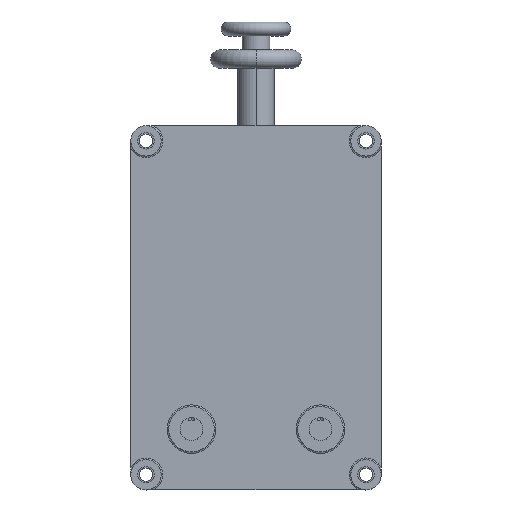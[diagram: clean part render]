
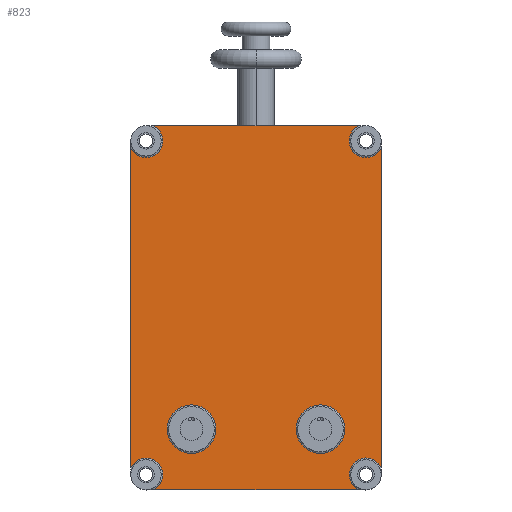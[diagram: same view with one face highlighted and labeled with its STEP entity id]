
A CAD part, top view. The second image highlights one B-rep face of the part: STEP entity #823.
In plain terms, the highlighted planar face has unit normal (0, 0, 1).
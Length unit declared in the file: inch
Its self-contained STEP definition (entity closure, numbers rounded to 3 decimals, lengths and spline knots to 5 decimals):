
#8 = VERTEX_POINT ( 'NONE', #263 ) ;
#17 = CARTESIAN_POINT ( 'NONE',  ( -4.125, 5.27087, 1.4 ) ) ;
#21 = VERTEX_POINT ( 'NONE', #266 ) ;
#22 = VERTEX_POINT ( 'NONE', #91 ) ;
#24 = CARTESIAN_POINT ( 'NONE',  ( 3.39587, 6., 1.4 ) ) ;
#91 = CARTESIAN_POINT ( 'NONE',  ( -3.39587, -6., 1.4 ) ) ;
#162 = VERTEX_POINT ( 'NONE', #24 ) ;
#164 = VERTEX_POINT ( 'NONE', #17 ) ;
#171 = EDGE_LOOP ( 'NONE', ( #947, #948 ) ) ;
#191 = EDGE_LOOP ( 'NONE', ( #949, #950 ) ) ;
#192 = EDGE_LOOP ( 'NONE', ( #951, #952, #953, #954, #955, #956, #957, #958, #959, #960, #961 ) ) ;
#263 = CARTESIAN_POINT ( 'NONE',  ( 4.125, -5.27087, 1.4 ) ) ;
#266 = CARTESIAN_POINT ( 'NONE',  ( 3.39587, -6., 1.4 ) ) ;
#343 = VERTEX_POINT ( 'NONE', #1726 ) ;
#344 = VERTEX_POINT ( 'NONE', #1727 ) ;
#347 = VERTEX_POINT ( 'NONE', #1730 ) ;
#348 = VERTEX_POINT ( 'NONE', #1731 ) ;
#351 = VERTEX_POINT ( 'NONE', #1734 ) ;
#352 = VERTEX_POINT ( 'NONE', #1735 ) ;
#355 = VERTEX_POINT ( 'NONE', #1738 ) ;
#356 = VERTEX_POINT ( 'NONE', #1739 ) ;
#359 = VERTEX_POINT ( 'NONE', #1742 ) ;
#360 = VERTEX_POINT ( 'NONE', #1743 ) ;
#381 = EDGE_CURVE ( 'NONE', #162, #344, #1172, .T. ) ;
#433 = EDGE_CURVE ( 'NONE', #164, #360, #1238, .T. ) ;
#436 = EDGE_CURVE ( 'NONE', #8, #348, #1246, .T. ) ;
#449 = EDGE_CURVE ( 'NONE', #21, #8, #2331, .T. ) ;
#466 = EDGE_CURVE ( 'NONE', #355, #356, #2348, .T. ) ;
#467 = EDGE_CURVE ( 'NONE', #351, #352, #2349, .T. ) ;
#468 = EDGE_CURVE ( 'NONE', #347, #162, #2350, .T. ) ;
#469 = EDGE_CURVE ( 'NONE', #343, #164, #2351, .T. ) ;
#470 = EDGE_CURVE ( 'NONE', #359, #22, #2352, .T. ) ;
#573 = EDGE_CURVE ( 'NONE', #22, #21, #3113, .T. ) ;
#823 = ADVANCED_FACE ( 'NONE', ( #3248, #3272, #2487 ), #2855, .T. ) ;
#947 = ORIENTED_EDGE ( 'NONE', *, *, #1392, .T. ) ;
#948 = ORIENTED_EDGE ( 'NONE', *, *, #466, .T. ) ;
#949 = ORIENTED_EDGE ( 'NONE', *, *, #1389, .T. ) ;
#950 = ORIENTED_EDGE ( 'NONE', *, *, #467, .T. ) ;
#951 = ORIENTED_EDGE ( 'NONE', *, *, #573, .T. ) ;
#952 = ORIENTED_EDGE ( 'NONE', *, *, #449, .T. ) ;
#953 = ORIENTED_EDGE ( 'NONE', *, *, #436, .T. ) ;
#954 = ORIENTED_EDGE ( 'NONE', *, *, #1384, .T. ) ;
#955 = ORIENTED_EDGE ( 'NONE', *, *, #468, .T. ) ;
#956 = ORIENTED_EDGE ( 'NONE', *, *, #381, .T. ) ;
#957 = ORIENTED_EDGE ( 'NONE', *, *, #1379, .T. ) ;
#958 = ORIENTED_EDGE ( 'NONE', *, *, #469, .T. ) ;
#959 = ORIENTED_EDGE ( 'NONE', *, *, #433, .T. ) ;
#960 = ORIENTED_EDGE ( 'NONE', *, *, #1396, .T. ) ;
#961 = ORIENTED_EDGE ( 'NONE', *, *, #470, .T. ) ;
#1172 = LINE ( 'NONE', #1787, #1181 ) ;
#1181 = VECTOR ( 'NONE', #1800, 39.37008 ) ;
#1238 = LINE ( 'NONE', #2000, #1243 ) ;
#1243 = VECTOR ( 'NONE', #2004, 39.37008 ) ;
#1246 = LINE ( 'NONE', #2010, #1247 ) ;
#1247 = VECTOR ( 'NONE', #2011, 39.37008 ) ;
#1379 = EDGE_CURVE ( 'NONE', #344, #343, #3368, .T. ) ;
#1384 = EDGE_CURVE ( 'NONE', #348, #347, #3374, .T. ) ;
#1389 = EDGE_CURVE ( 'NONE', #352, #351, #3380, .T. ) ;
#1392 = EDGE_CURVE ( 'NONE', #356, #355, #3382, .T. ) ;
#1396 = EDGE_CURVE ( 'NONE', #360, #359, #3386, .T. ) ;
#1484 = AXIS2_PLACEMENT_3D ( 'NONE', #2053, #2055, #2056 ) ;
#1498 = AXIS2_PLACEMENT_3D ( 'NONE', #2107, #2108, #2109 ) ;
#1502 = AXIS2_PLACEMENT_3D ( 'NONE', #2099, #2105, #2106 ) ;
#1503 = AXIS2_PLACEMENT_3D ( 'NONE', #2110, #2112, #2113 ) ;
#1505 = AXIS2_PLACEMENT_3D ( 'NONE', #2102, #2115, #2116 ) ;
#1506 = AXIS2_PLACEMENT_3D ( 'NONE', #2111, #2117, #2118 ) ;
#1639 = AXIS2_PLACEMENT_3D ( 'NONE', #2854, #2856, #2857 ) ;
#1726 = CARTESIAN_POINT ( 'NONE',  ( -3.075, 5.5, 1.4 ) ) ;
#1727 = CARTESIAN_POINT ( 'NONE',  ( -3.39587, 6., 1.4 ) ) ;
#1730 = CARTESIAN_POINT ( 'NONE',  ( 3.075, 5.5, 1.4 ) ) ;
#1731 = CARTESIAN_POINT ( 'NONE',  ( 4.125, 5.27087, 1.4 ) ) ;
#1734 = CARTESIAN_POINT ( 'NONE',  ( -2.925, -4., 1.4 ) ) ;
#1735 = CARTESIAN_POINT ( 'NONE',  ( -1.325, -4., 1.4 ) ) ;
#1738 = CARTESIAN_POINT ( 'NONE',  ( 1.325, -4., 1.4 ) ) ;
#1739 = CARTESIAN_POINT ( 'NONE',  ( 2.925, -4., 1.4 ) ) ;
#1742 = CARTESIAN_POINT ( 'NONE',  ( -3.075, -5.5, 1.4 ) ) ;
#1743 = CARTESIAN_POINT ( 'NONE',  ( -4.125, -5.27087, 1.4 ) ) ;
#1787 = CARTESIAN_POINT ( 'NONE',  ( -4.125, 6., 1.4 ) ) ;
#1800 = DIRECTION ( 'NONE',  ( -1., 0., 0. ) ) ;
#2000 = CARTESIAN_POINT ( 'NONE',  ( -4.125, 6., 1.4 ) ) ;
#2004 = DIRECTION ( 'NONE',  ( 0., -1., 0. ) ) ;
#2010 = CARTESIAN_POINT ( 'NONE',  ( 4.125, 6., 1.4 ) ) ;
#2011 = DIRECTION ( 'NONE',  ( 0., 1., 0. ) ) ;
#2053 = CARTESIAN_POINT ( 'NONE',  ( 3.625, -5.5, 1.4 ) ) ;
#2055 = DIRECTION ( 'NONE',  ( 0., 0., -1. ) ) ;
#2056 = DIRECTION ( 'NONE',  ( 1., 0., 0. ) ) ;
#2099 = CARTESIAN_POINT ( 'NONE',  ( 2.125, -4., 1.4 ) ) ;
#2102 = CARTESIAN_POINT ( 'NONE',  ( -3.625, 5.5, 1.4 ) ) ;
#2105 = DIRECTION ( 'NONE',  ( 0., 0., -1. ) ) ;
#2106 = DIRECTION ( 'NONE',  ( 1., 0., 0. ) ) ;
#2107 = CARTESIAN_POINT ( 'NONE',  ( -2.125, -4., 1.4 ) ) ;
#2108 = DIRECTION ( 'NONE',  ( 0., 0., -1. ) ) ;
#2109 = DIRECTION ( 'NONE',  ( 1., 0., 0. ) ) ;
#2110 = CARTESIAN_POINT ( 'NONE',  ( 3.625, 5.5, 1.4 ) ) ;
#2111 = CARTESIAN_POINT ( 'NONE',  ( -3.625, -5.5, 1.4 ) ) ;
#2112 = DIRECTION ( 'NONE',  ( 0., 0., -1. ) ) ;
#2113 = DIRECTION ( 'NONE',  ( 1., 0., 0. ) ) ;
#2115 = DIRECTION ( 'NONE',  ( 0., 0., -1. ) ) ;
#2116 = DIRECTION ( 'NONE',  ( 1., 0., 0. ) ) ;
#2117 = DIRECTION ( 'NONE',  ( 0., 0., -1. ) ) ;
#2118 = DIRECTION ( 'NONE',  ( 1., 0., 0. ) ) ;
#2331 = CIRCLE ( 'NONE', #1484, 0.55 ) ;
#2348 = CIRCLE ( 'NONE', #1502, 0.8 ) ;
#2349 = CIRCLE ( 'NONE', #1498, 0.8 ) ;
#2350 = CIRCLE ( 'NONE', #1503, 0.55 ) ;
#2351 = CIRCLE ( 'NONE', #1505, 0.55 ) ;
#2352 = CIRCLE ( 'NONE', #1506, 0.55 ) ;
#2487 = FACE_OUTER_BOUND ( 'NONE', #192, .T. ) ;
#2587 = CARTESIAN_POINT ( 'NONE',  ( -4.125, -6., 1.4 ) ) ;
#2593 = DIRECTION ( 'NONE',  ( 1., 0., 0. ) ) ;
#2854 = CARTESIAN_POINT ( 'NONE',  ( 0., 0., 1.4 ) ) ;
#2855 = PLANE ( 'NONE',  #1639 ) ;
#2856 = DIRECTION ( 'NONE',  ( 0., 0., 1. ) ) ;
#2857 = DIRECTION ( 'NONE',  ( 1., 0., 0. ) ) ;
#3025 = CARTESIAN_POINT ( 'NONE',  ( -3.625, 5.5, 1.4 ) ) ;
#3031 = DIRECTION ( 'NONE',  ( 0., 0., -1. ) ) ;
#3032 = DIRECTION ( 'NONE',  ( 1., 0., 0. ) ) ;
#3035 = CARTESIAN_POINT ( 'NONE',  ( 3.625, 5.5, 1.4 ) ) ;
#3044 = DIRECTION ( 'NONE',  ( 0., 0., -1. ) ) ;
#3045 = DIRECTION ( 'NONE',  ( 1., 0., 0. ) ) ;
#3055 = CARTESIAN_POINT ( 'NONE',  ( -2.125, -4., 1.4 ) ) ;
#3056 = DIRECTION ( 'NONE',  ( 0., 0., -1. ) ) ;
#3057 = DIRECTION ( 'NONE',  ( 1., 0., 0. ) ) ;
#3069 = CARTESIAN_POINT ( 'NONE',  ( 2.125, -4., 1.4 ) ) ;
#3070 = DIRECTION ( 'NONE',  ( 0., 0., -1. ) ) ;
#3071 = DIRECTION ( 'NONE',  ( 1., 0., 0. ) ) ;
#3086 = CARTESIAN_POINT ( 'NONE',  ( -3.625, -5.5, 1.4 ) ) ;
#3087 = DIRECTION ( 'NONE',  ( 0., 0., -1. ) ) ;
#3088 = DIRECTION ( 'NONE',  ( 1., 0., 0. ) ) ;
#3113 = LINE ( 'NONE', #2587, #3116 ) ;
#3116 = VECTOR ( 'NONE', #2593, 39.37008 ) ;
#3248 = FACE_BOUND ( 'NONE', #171, .T. ) ;
#3272 = FACE_BOUND ( 'NONE', #191, .T. ) ;
#3368 = CIRCLE ( 'NONE', #3425, 0.55 ) ;
#3374 = CIRCLE ( 'NONE', #3428, 0.55 ) ;
#3380 = CIRCLE ( 'NONE', #3450, 0.8 ) ;
#3382 = CIRCLE ( 'NONE', #3454, 0.8 ) ;
#3386 = CIRCLE ( 'NONE', #3457, 0.55 ) ;
#3425 = AXIS2_PLACEMENT_3D ( 'NONE', #3025, #3031, #3032 ) ;
#3428 = AXIS2_PLACEMENT_3D ( 'NONE', #3035, #3044, #3045 ) ;
#3450 = AXIS2_PLACEMENT_3D ( 'NONE', #3055, #3056, #3057 ) ;
#3454 = AXIS2_PLACEMENT_3D ( 'NONE', #3069, #3070, #3071 ) ;
#3457 = AXIS2_PLACEMENT_3D ( 'NONE', #3086, #3087, #3088 ) ;
